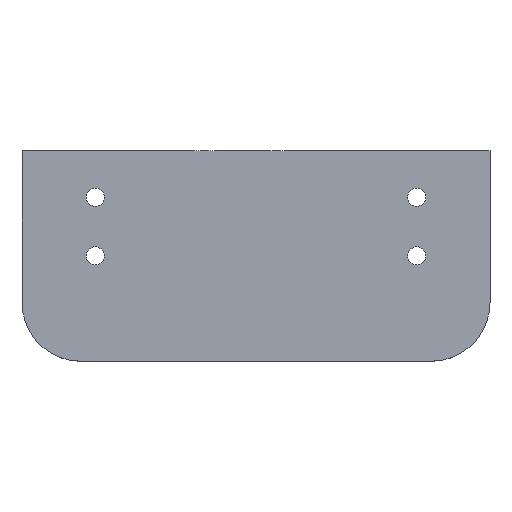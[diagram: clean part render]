
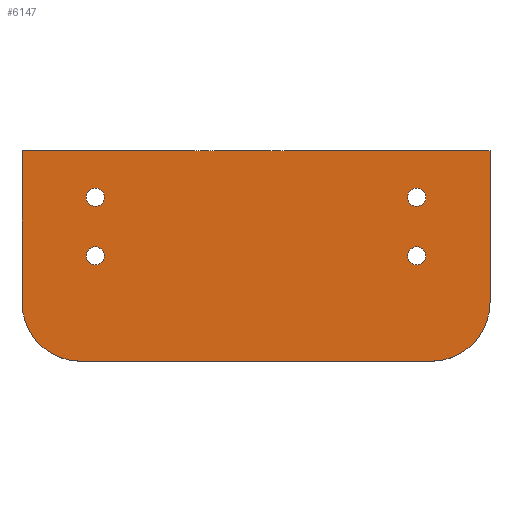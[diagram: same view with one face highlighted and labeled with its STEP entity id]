
A CAD part, top view. The second image highlights one B-rep face of the part: STEP entity #6147.
In plain terms, the highlighted planar face has unit normal (0, 0, 1).
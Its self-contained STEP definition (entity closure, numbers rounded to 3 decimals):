
#70 = EDGE_CURVE ( 'NONE', #2136, #4128, #4234, .T. ) ;
#73 = DIRECTION ( 'NONE',  ( 1., 0., 0. ) ) ;
#87 = DIRECTION ( 'NONE',  ( 0., 0., 1. ) ) ;
#96 = EDGE_LOOP ( 'NONE', ( #3391, #2983, #4513, #3012, #3078, #2705 ) ) ;
#114 = DIRECTION ( 'NONE',  ( 0., 0., 1. ) ) ;
#138 = EDGE_LOOP ( 'NONE', ( #2495, #4073 ) ) ;
#237 = CIRCLE ( 'NONE', #4363, 1.55 ) ;
#279 = DIRECTION ( 'NONE',  ( 1., 0., 0. ) ) ;
#309 = VERTEX_POINT ( 'NONE', #581 ) ;
#383 = EDGE_CURVE ( 'NONE', #766, #3666, #1546, .T. ) ;
#466 = DIRECTION ( 'NONE',  ( 0., 1., 0. ) ) ;
#471 = CARTESIAN_POINT ( 'NONE',  ( 0., 0., 3.175 ) ) ;
#499 = DIRECTION ( 'NONE',  ( 1., 0., 0. ) ) ;
#518 = CARTESIAN_POINT ( 'NONE',  ( 28.925, 10., 3.175 ) ) ;
#532 = DIRECTION ( 'NONE',  ( 1., 0., 0. ) ) ;
#570 = CARTESIAN_POINT ( 'NONE',  ( -29.85, -7.939, 3.175 ) ) ;
#581 = CARTESIAN_POINT ( 'NONE',  ( 25.825, 10., 3.175 ) ) ;
#631 = VECTOR ( 'NONE', #466, 1000. ) ;
#700 = CARTESIAN_POINT ( 'NONE',  ( 25.825, 0., 3.175 ) ) ;
#723 = DIRECTION ( 'NONE',  ( 0., 0., 1. ) ) ;
#766 = VERTEX_POINT ( 'NONE', #2205 ) ;
#830 = AXIS2_PLACEMENT_3D ( 'NONE', #5389, #1622, #2579 ) ;
#841 = AXIS2_PLACEMENT_3D ( 'NONE', #570, #5330, #532 ) ;
#902 = CARTESIAN_POINT ( 'NONE',  ( 39.85, 17.939, 3.175 ) ) ;
#971 = FACE_OUTER_BOUND ( 'NONE', #96, .T. ) ;
#1058 = DIRECTION ( 'NONE',  ( 0., 1., 0. ) ) ;
#1063 = FACE_BOUND ( 'NONE', #138, .T. ) ;
#1160 = DIRECTION ( 'NONE',  ( 0., 0., 1. ) ) ;
#1252 = VECTOR ( 'NONE', #1058, 1000. ) ;
#1392 = CARTESIAN_POINT ( 'NONE',  ( 29.85, -17.939, 3.175 ) ) ;
#1406 = FACE_BOUND ( 'NONE', #2729, .T. ) ;
#1424 = CARTESIAN_POINT ( 'NONE',  ( -25.825, 0., 3.175 ) ) ;
#1439 = EDGE_CURVE ( 'NONE', #5296, #3666, #4930, .T. ) ;
#1466 = CARTESIAN_POINT ( 'NONE',  ( 27.375, 10., 3.175 ) ) ;
#1496 = FACE_BOUND ( 'NONE', #1817, .T. ) ;
#1537 = AXIS2_PLACEMENT_3D ( 'NONE', #471, #87, #499 ) ;
#1546 = LINE ( 'NONE', #4071, #3547 ) ;
#1622 = DIRECTION ( 'NONE',  ( 0., 0., 1. ) ) ;
#1791 = DIRECTION ( 'NONE',  ( 1., 0., 0. ) ) ;
#1800 = DIRECTION ( 'NONE',  ( 1., 0., 0. ) ) ;
#1817 = EDGE_LOOP ( 'NONE', ( #2620, #4766 ) ) ;
#1840 = CARTESIAN_POINT ( 'NONE',  ( 0., -17.939, 3.175 ) ) ;
#1916 = PLANE ( 'NONE',  #1537 ) ;
#1936 = CIRCLE ( 'NONE', #3749, 1.55 ) ;
#1962 = DIRECTION ( 'NONE',  ( 0., 0., 1. ) ) ;
#2040 = CARTESIAN_POINT ( 'NONE',  ( -28.925, 0., 3.175 ) ) ;
#2136 = VERTEX_POINT ( 'NONE', #4372 ) ;
#2166 = AXIS2_PLACEMENT_3D ( 'NONE', #3317, #4283, #4313 ) ;
#2169 = EDGE_CURVE ( 'NONE', #2720, #4806, #4887, .T. ) ;
#2205 = CARTESIAN_POINT ( 'NONE',  ( -39.85, 17.939, 3.175 ) ) ;
#2256 = EDGE_CURVE ( 'NONE', #4128, #5296, #3757, .T. ) ;
#2357 = DIRECTION ( 'NONE',  ( 0., 0., 1. ) ) ;
#2390 = FACE_BOUND ( 'NONE', #6227, .T. ) ;
#2488 = CIRCLE ( 'NONE', #5614, 1.55 ) ;
#2495 = ORIENTED_EDGE ( 'NONE', *, *, #2169, .F. ) ;
#2518 = VERTEX_POINT ( 'NONE', #518 ) ;
#2579 = DIRECTION ( 'NONE',  ( 1., 0., 0. ) ) ;
#2620 = ORIENTED_EDGE ( 'NONE', *, *, #5014, .F. ) ;
#2705 = ORIENTED_EDGE ( 'NONE', *, *, #4683, .T. ) ;
#2720 = VERTEX_POINT ( 'NONE', #5913 ) ;
#2729 = EDGE_LOOP ( 'NONE', ( #4483, #5839 ) ) ;
#2790 = DIRECTION ( 'NONE',  ( 1., 0., 0. ) ) ;
#2793 = VERTEX_POINT ( 'NONE', #700 ) ;
#2867 = CARTESIAN_POINT ( 'NONE',  ( -27.375, 10., 3.175 ) ) ;
#2912 = DIRECTION ( 'NONE',  ( 0., 0., 1. ) ) ;
#2983 = ORIENTED_EDGE ( 'NONE', *, *, #2256, .T. ) ;
#2989 = DIRECTION ( 'NONE',  ( 1., 0., 0. ) ) ;
#3012 = ORIENTED_EDGE ( 'NONE', *, *, #383, .F. ) ;
#3078 = ORIENTED_EDGE ( 'NONE', *, *, #5304, .F. ) ;
#3083 = EDGE_CURVE ( 'NONE', #5438, #4638, #2488, .T. ) ;
#3088 = CARTESIAN_POINT ( 'NONE',  ( -39.85, -7.939, 3.175 ) ) ;
#3209 = LINE ( 'NONE', #5635, #631 ) ;
#3317 = CARTESIAN_POINT ( 'NONE',  ( -27.375, 10., 3.175 ) ) ;
#3391 = ORIENTED_EDGE ( 'NONE', *, *, #70, .T. ) ;
#3459 = AXIS2_PLACEMENT_3D ( 'NONE', #5726, #2912, #2790 ) ;
#3462 = DIRECTION ( 'NONE',  ( 0., 0., 1. ) ) ;
#3547 = VECTOR ( 'NONE', #5965, 1000. ) ;
#3555 = CIRCLE ( 'NONE', #841, 10. ) ;
#3598 = VERTEX_POINT ( 'NONE', #3088 ) ;
#3619 = CARTESIAN_POINT ( 'NONE',  ( 27.375, 0., 3.175 ) ) ;
#3666 = VERTEX_POINT ( 'NONE', #902 ) ;
#3749 = AXIS2_PLACEMENT_3D ( 'NONE', #1466, #114, #2989 ) ;
#3757 = CIRCLE ( 'NONE', #830, 10. ) ;
#3761 = CIRCLE ( 'NONE', #4454, 1.55 ) ;
#3860 = AXIS2_PLACEMENT_3D ( 'NONE', #3619, #1160, #279 ) ;
#4028 = VERTEX_POINT ( 'NONE', #6160 ) ;
#4045 = ORIENTED_EDGE ( 'NONE', *, *, #5527, .F. ) ;
#4054 = CIRCLE ( 'NONE', #3459, 1.55 ) ;
#4071 = CARTESIAN_POINT ( 'NONE',  ( 0., 17.939, 3.175 ) ) ;
#4073 = ORIENTED_EDGE ( 'NONE', *, *, #6197, .F. ) ;
#4105 = EDGE_CURVE ( 'NONE', #4638, #5438, #4054, .T. ) ;
#4127 = CARTESIAN_POINT ( 'NONE',  ( 27.375, 0., 3.175 ) ) ;
#4128 = VERTEX_POINT ( 'NONE', #1392 ) ;
#4215 = CARTESIAN_POINT ( 'NONE',  ( 27.375, 10., 3.175 ) ) ;
#4234 = LINE ( 'NONE', #1840, #6076 ) ;
#4283 = DIRECTION ( 'NONE',  ( 0., 0., 1. ) ) ;
#4313 = DIRECTION ( 'NONE',  ( 1., 0., 0. ) ) ;
#4363 = AXIS2_PLACEMENT_3D ( 'NONE', #2867, #3462, #5832 ) ;
#4372 = CARTESIAN_POINT ( 'NONE',  ( -29.85, -17.939, 3.175 ) ) ;
#4432 = ORIENTED_EDGE ( 'NONE', *, *, #5923, .F. ) ;
#4454 = AXIS2_PLACEMENT_3D ( 'NONE', #4127, #723, #1800 ) ;
#4483 = ORIENTED_EDGE ( 'NONE', *, *, #4105, .F. ) ;
#4513 = ORIENTED_EDGE ( 'NONE', *, *, #1439, .T. ) ;
#4638 = VERTEX_POINT ( 'NONE', #2040 ) ;
#4682 = CARTESIAN_POINT ( 'NONE',  ( 39.85, -7.939, 3.175 ) ) ;
#4683 = EDGE_CURVE ( 'NONE', #3598, #2136, #3555, .T. ) ;
#4766 = ORIENTED_EDGE ( 'NONE', *, *, #6035, .F. ) ;
#4806 = VERTEX_POINT ( 'NONE', #6143 ) ;
#4887 = CIRCLE ( 'NONE', #2166, 1.55 ) ;
#4930 = LINE ( 'NONE', #5919, #1252 ) ;
#5014 = EDGE_CURVE ( 'NONE', #309, #2518, #1936, .T. ) ;
#5178 = AXIS2_PLACEMENT_3D ( 'NONE', #4215, #2357, #1791 ) ;
#5296 = VERTEX_POINT ( 'NONE', #4682 ) ;
#5304 = EDGE_CURVE ( 'NONE', #3598, #766, #3209, .T. ) ;
#5330 = DIRECTION ( 'NONE',  ( 0., 0., 1. ) ) ;
#5389 = CARTESIAN_POINT ( 'NONE',  ( 29.85, -7.939, 3.175 ) ) ;
#5438 = VERTEX_POINT ( 'NONE', #1424 ) ;
#5527 = EDGE_CURVE ( 'NONE', #2793, #4028, #3761, .T. ) ;
#5614 = AXIS2_PLACEMENT_3D ( 'NONE', #5817, #1962, #73 ) ;
#5635 = CARTESIAN_POINT ( 'NONE',  ( -39.85, 0., 3.175 ) ) ;
#5726 = CARTESIAN_POINT ( 'NONE',  ( -27.375, 0., 3.175 ) ) ;
#5780 = CIRCLE ( 'NONE', #3860, 1.55 ) ;
#5817 = CARTESIAN_POINT ( 'NONE',  ( -27.375, 0., 3.175 ) ) ;
#5832 = DIRECTION ( 'NONE',  ( 1., 0., 0. ) ) ;
#5839 = ORIENTED_EDGE ( 'NONE', *, *, #3083, .F. ) ;
#5913 = CARTESIAN_POINT ( 'NONE',  ( -28.925, 10., 3.175 ) ) ;
#5919 = CARTESIAN_POINT ( 'NONE',  ( 39.85, 0., 3.175 ) ) ;
#5923 = EDGE_CURVE ( 'NONE', #4028, #2793, #5780, .T. ) ;
#5965 = DIRECTION ( 'NONE',  ( 1., 0., 0. ) ) ;
#5978 = CIRCLE ( 'NONE', #5178, 1.55 ) ;
#6035 = EDGE_CURVE ( 'NONE', #2518, #309, #5978, .T. ) ;
#6071 = DIRECTION ( 'NONE',  ( 1., 0., 0. ) ) ;
#6076 = VECTOR ( 'NONE', #6071, 1000. ) ;
#6143 = CARTESIAN_POINT ( 'NONE',  ( -25.825, 10., 3.175 ) ) ;
#6147 = ADVANCED_FACE ( 'NONE', ( #2390, #1063, #1406, #1496, #971 ), #1916, .T. ) ;
#6160 = CARTESIAN_POINT ( 'NONE',  ( 28.925, 0., 3.175 ) ) ;
#6197 = EDGE_CURVE ( 'NONE', #4806, #2720, #237, .T. ) ;
#6227 = EDGE_LOOP ( 'NONE', ( #4045, #4432 ) ) ;
